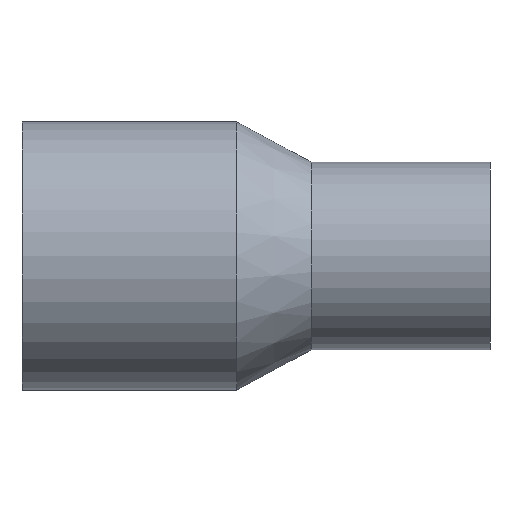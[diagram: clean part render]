
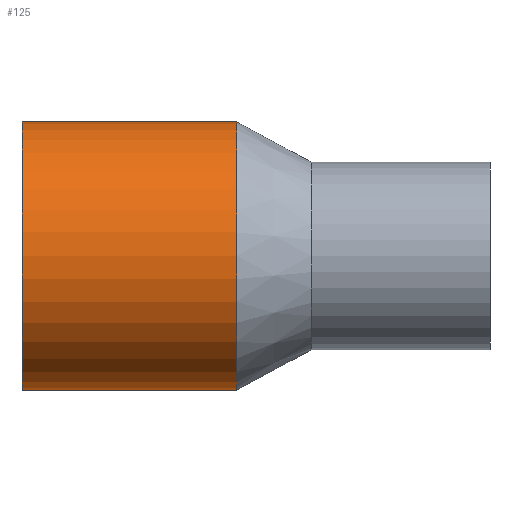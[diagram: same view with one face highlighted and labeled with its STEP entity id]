
A CAD part, top view. The second image highlights one B-rep face of the part: STEP entity #125.
In plain terms, the highlighted cylindrical face has radius 45 mm (diameter 90 mm), a partial arc.
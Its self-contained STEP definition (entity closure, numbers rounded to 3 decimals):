
#103 = VERTEX_POINT( '', #241 );
#111 = EDGE_CURVE( '', #171, #151, #249, .T. );
#115 = VERTEX_POINT( '', #253 );
#123 = EDGE_CURVE( '', #151, #115, #262, .T. );
#125 = ADVANCED_FACE( '', ( #264 ), #265, .T. );
#133 = EDGE_CURVE( '', #103, #171, #273, .T. );
#151 = VERTEX_POINT( '', #295 );
#171 = VERTEX_POINT( '', #319 );
#177 = EDGE_CURVE( '', #103, #115, #325, .T. );
#241 = CARTESIAN_POINT( '', ( 0., -45., 0. ) );
#249 = CIRCLE( '', #396, 45. );
#253 = CARTESIAN_POINT( '', ( 0., 45., 0. ) );
#262 = LINE( '', #412, #413 );
#264 = FACE_OUTER_BOUND( '', #415, .T. );
#265 = CYLINDRICAL_SURFACE( '', #416, 45. );
#273 = LINE( '', #429, #430 );
#295 = CARTESIAN_POINT( '', ( 72., 45., 0. ) );
#319 = CARTESIAN_POINT( '', ( 72., -45., 0. ) );
#325 = CIRCLE( '', #496, 45. );
#396 = AXIS2_PLACEMENT_3D( '', #570, #571, #572 );
#412 = CARTESIAN_POINT( '', ( 36., 45., 0. ) );
#413 = VECTOR( '', #587, 1. );
#415 = EDGE_LOOP( '', ( #589, #590, #591, #592 ) );
#416 = AXIS2_PLACEMENT_3D( '', #593, #594, #595 );
#429 = CARTESIAN_POINT( '', ( 36., -45., 0. ) );
#430 = VECTOR( '', #598, 1. );
#496 = AXIS2_PLACEMENT_3D( '', #666, #667, #668 );
#570 = CARTESIAN_POINT( '', ( 72., 0., 0. ) );
#571 = DIRECTION( '', ( -1., 0., 0. ) );
#572 = DIRECTION( '', ( 0., 1., 0. ) );
#587 = DIRECTION( '', ( -1., 0., 0. ) );
#589 = ORIENTED_EDGE( '', *, *, #123, .T. );
#590 = ORIENTED_EDGE( '', *, *, #177, .F. );
#591 = ORIENTED_EDGE( '', *, *, #133, .T. );
#592 = ORIENTED_EDGE( '', *, *, #111, .T. );
#593 = CARTESIAN_POINT( '', ( 36., 0., 0. ) );
#594 = DIRECTION( '', ( 1., 0., 0. ) );
#595 = DIRECTION( '', ( 0., 1., 0. ) );
#598 = DIRECTION( '', ( 1., 0., 0. ) );
#666 = CARTESIAN_POINT( '', ( 0., 0., 0. ) );
#667 = DIRECTION( '', ( -1., 0., 0. ) );
#668 = DIRECTION( '', ( 0., 1., 0. ) );
